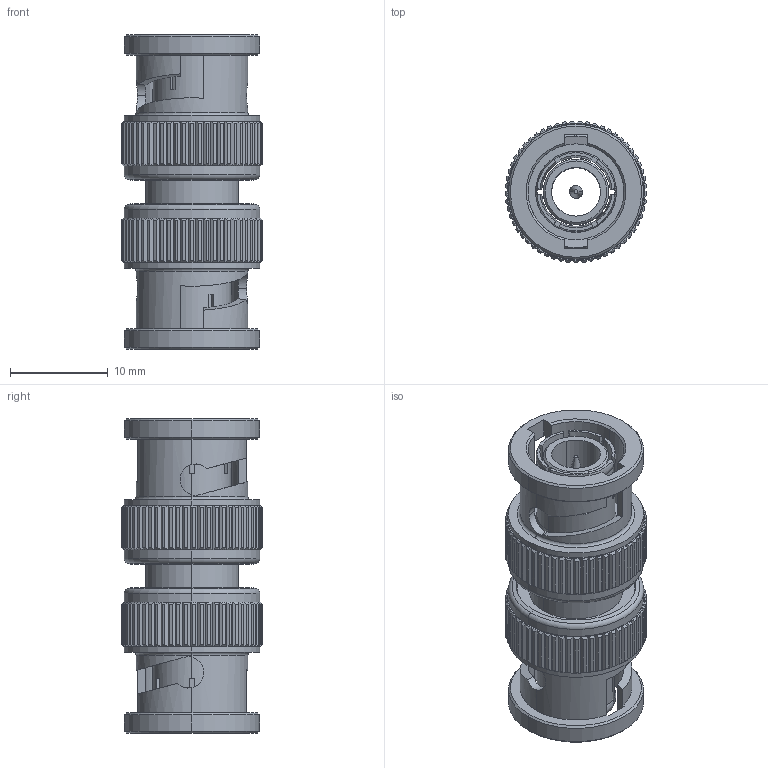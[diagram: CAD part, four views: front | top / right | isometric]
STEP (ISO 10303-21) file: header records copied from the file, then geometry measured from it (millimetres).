
FILE_DESCRIPTION (( 'STEP AP214' ), '1' );
FILE_NAME ('10-514-A3.STEP', '2025-10-27T11:40:08', ( '' ), ( '' ), 'SwSTEP 2.0', 'SolidWorks 2025', '' );
FILE_SCHEMA (( 'AUTOMOTIVE_DESIGN' ));
Length unit declared in the file: millimetre
Products named in the file (1): 10-514-A3
Bounding box: 14.5 x 14.5 x 32.2 mm (x, y, z)
Surface area: 3715.3 mm2 (no closed solid volume)
Topology: 0 solids, 13 shells, 780 faces, 2272 edges, 1502 vertices
Faces by surface type: plane 310, cone 278, cylinder 172, torus 20
Entity records: 26638 total; most frequent: CARTESIAN_POINT 6563, ORIENTED_EDGE 4464, DIRECTION 3932, EDGE_CURVE 2272, VERTEX_POINT 1502, AXIS2_PLACEMENT_3D 1459, VECTOR 1014, LINE 1014
